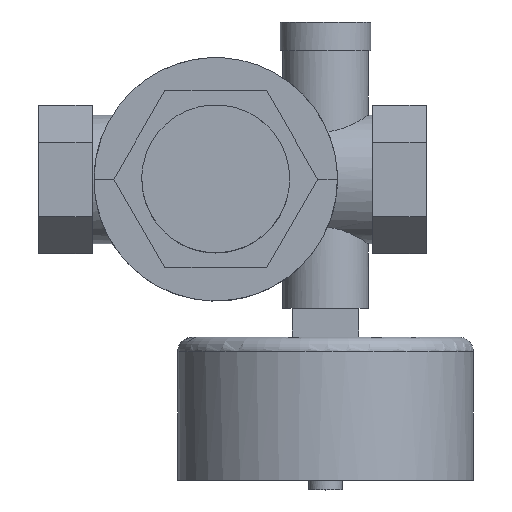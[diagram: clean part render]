
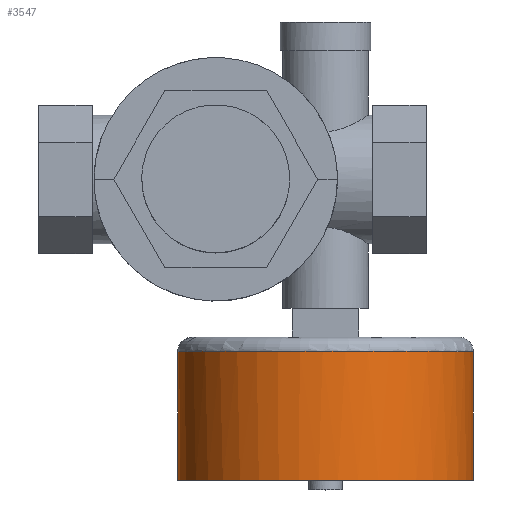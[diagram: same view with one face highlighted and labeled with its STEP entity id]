
A CAD part, top view. The second image highlights one B-rep face of the part: STEP entity #3547.
In plain terms, the highlighted cylindrical face has radius 30.985 mm (diameter 61.969 mm), a partial arc.
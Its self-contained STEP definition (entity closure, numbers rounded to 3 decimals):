
#3444=CARTESIAN_POINT('Vertex',(53.985,-63.063,0.)) ;
#3450=CARTESIAN_POINT('Control Point',(-7.985,-63.063,0.)) ;
#3451=CARTESIAN_POINT('Control Point',(-7.985,-63.063,30.985)) ;
#3452=CARTESIAN_POINT('Control Point',(23.,-63.063,30.985)) ;
#3453=CARTESIAN_POINT('Control Point',(53.985,-63.063,30.985)) ;
#3454=CARTESIAN_POINT('Control Point',(53.985,-63.063,0.)) ;
#3455=CARTESIAN_POINT('Vertex',(-7.985,-63.063,0.)) ;
#3504=CARTESIAN_POINT('Axis2P3D Location',(23.,-66.896,0.)) ;
#3510=CARTESIAN_POINT('Control Point',(53.985,-36.066,0.)) ;
#3511=CARTESIAN_POINT('Control Point',(53.985,-63.063,0.)) ;
#3512=CARTESIAN_POINT('Vertex',(53.985,-36.066,0.)) ;
#3516=CARTESIAN_POINT('Control Point',(-7.985,-36.066,0.)) ;
#3517=CARTESIAN_POINT('Control Point',(-7.986,-36.066,3.993)) ;
#3518=CARTESIAN_POINT('Control Point',(-7.338,-36.066,7.894)) ;
#3519=CARTESIAN_POINT('Control Point',(-6.123,-36.066,11.593)) ;
#3520=CARTESIAN_POINT('Control Point',(-2.575,-36.066,18.55)) ;
#3521=CARTESIAN_POINT('Control Point',(3.005,-36.066,24.157)) ;
#3522=CARTESIAN_POINT('Control Point',(6.214,-36.066,26.483)) ;
#3523=CARTESIAN_POINT('Control Point',(13.238,-36.066,30.048)) ;
#3524=CARTESIAN_POINT('Control Point',(21.011,-36.066,31.293)) ;
#3525=CARTESIAN_POINT('Control Point',(24.989,-36.066,31.293)) ;
#3526=CARTESIAN_POINT('Control Point',(32.762,-36.066,30.048)) ;
#3527=CARTESIAN_POINT('Control Point',(39.786,-36.066,26.483)) ;
#3528=CARTESIAN_POINT('Control Point',(42.995,-36.066,24.157)) ;
#3529=CARTESIAN_POINT('Control Point',(48.575,-36.066,18.55)) ;
#3530=CARTESIAN_POINT('Control Point',(52.123,-36.066,11.593)) ;
#3531=CARTESIAN_POINT('Control Point',(53.338,-36.066,7.894)) ;
#3532=CARTESIAN_POINT('Control Point',(53.986,-36.066,3.993)) ;
#3533=CARTESIAN_POINT('Control Point',(53.985,-36.066,0.)) ;
#3534=CARTESIAN_POINT('Vertex',(-7.985,-36.066,0.)) ;
#3538=CARTESIAN_POINT('Control Point',(-7.985,-63.063,0.)) ;
#3539=CARTESIAN_POINT('Control Point',(-7.985,-36.066,0.)) ;
#3505=DIRECTION('Axis2P3D Direction',(0.,-1.,0.)) ;
#3506=DIRECTION('Axis2P3D XDirection',(1.,0.,0.)) ;
#3507=AXIS2_PLACEMENT_3D('Cylinder Axis2P3D',#3504,#3505,#3506) ;
#3508=CYLINDRICAL_SURFACE('generated cylinder',#3507,30.985) ;
#3457=EDGE_CURVE('',#3456,#3445,#3449,.T.) ;
#3514=EDGE_CURVE('',#3513,#3445,#3509,.T.) ;
#3536=EDGE_CURVE('',#3535,#3513,#3515,.T.) ;
#3540=EDGE_CURVE('',#3456,#3535,#3537,.T.) ;
#3542=ORIENTED_EDGE('',*,*,#3457,.T.) ;
#3543=ORIENTED_EDGE('',*,*,#3514,.F.) ;
#3544=ORIENTED_EDGE('',*,*,#3536,.F.) ;
#3545=ORIENTED_EDGE('',*,*,#3540,.F.) ;
#3541=EDGE_LOOP('',(#3542,#3543,#3544,#3545)) ;
#3445=VERTEX_POINT('',#3444) ;
#3456=VERTEX_POINT('',#3455) ;
#3513=VERTEX_POINT('',#3512) ;
#3535=VERTEX_POINT('',#3534) ;
#3547=ADVANCED_FACE('Solid1',(#3546),#3508,.T.) ;
#3509=B_SPLINE_CURVE_WITH_KNOTS('',1,(#3510,#3511),.UNSPECIFIED.,.F.,.U.,(2,2),(0.,0.089),.UNSPECIFIED.) ;
#3515=B_SPLINE_CURVE_WITH_KNOTS('',5,(#3516,#3517,#3518,#3519,#3520,#3521,#3522,#3523,#3524,#3525,#3526,#3527,#3528,#3529,#3530,#3531,#3532,#3533),.UNSPECIFIED.,.F.,.U.,(6,3,3,3,3,6),(0.,0.2,0.4,0.6,0.8,1.),.UNSPECIFIED.) ;
#3537=B_SPLINE_CURVE_WITH_KNOTS('',1,(#3538,#3539),.UNSPECIFIED.,.F.,.U.,(2,2),(0.,0.089),.UNSPECIFIED.) ;
#3546=FACE_OUTER_BOUND('',#3541,.T.) ;
#3449=(BOUNDED_CURVE()B_SPLINE_CURVE(2,(#3450,#3451,#3452,#3453,#3454),.UNSPECIFIED.,.F.,.U.)B_SPLINE_CURVE_WITH_KNOTS((3,2,3),(0.,61.969,123.939),.UNSPECIFIED.)CURVE()GEOMETRIC_REPRESENTATION_ITEM()RATIONAL_B_SPLINE_CURVE((1.,0.707,1.,0.707,1.))REPRESENTATION_ITEM('')) ;
